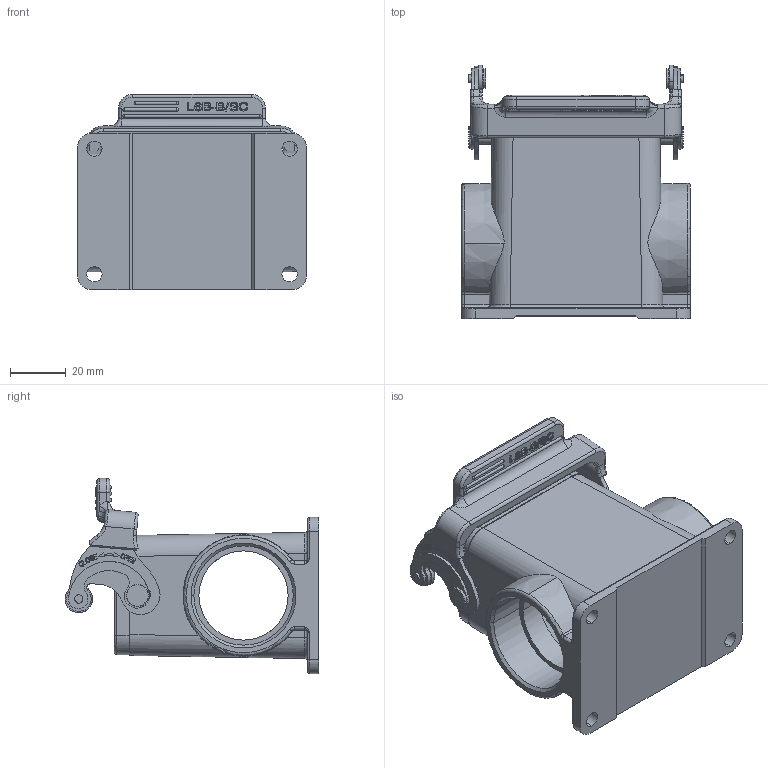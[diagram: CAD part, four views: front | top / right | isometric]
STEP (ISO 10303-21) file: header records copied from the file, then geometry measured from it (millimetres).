
FILE_DESCRIPTION((''),'2;1');
FILE_NAME('PRT0353_1','2017-09-25T',('dm.li'),(''),'PRO/ENGINEER BY PARAMETRIC TECHNOLOGY CORPORATION, 2012480','PRO/ENGINEER BY PARAMETRIC TECHNOLOGY CORPORATION, 2012480','');
FILE_SCHEMA(('AUTOMOTIVE_DESIGN { 1 0 10303 214 1 1 1 1 }'));
Length unit declared in the file: millimetre
Products named in the file (1): PRT0353_1
Bounding box: 82 x 90.94 x 69.97 mm (x, y, z)
Volume: 102201.2 mm3; surface area: 45656.8 mm2
Topology: 1 solids, 12 shells, 1046 faces, 2815 edges, 1853 vertices
Faces by surface type: plane 427, extrusion 257, cylinder 226, bspline 52, torus 42, cone 28, sphere 14
Entity records: 41105 total; most frequent: CARTESIAN_POINT 12764, ORIENTED_EDGE 5594, DIRECTION 4345, EDGE_CURVE 2797, VERTEX_POINT 1853, VECTOR 1691, LINE 1434, AXIS2_PLACEMENT_3D 1327
